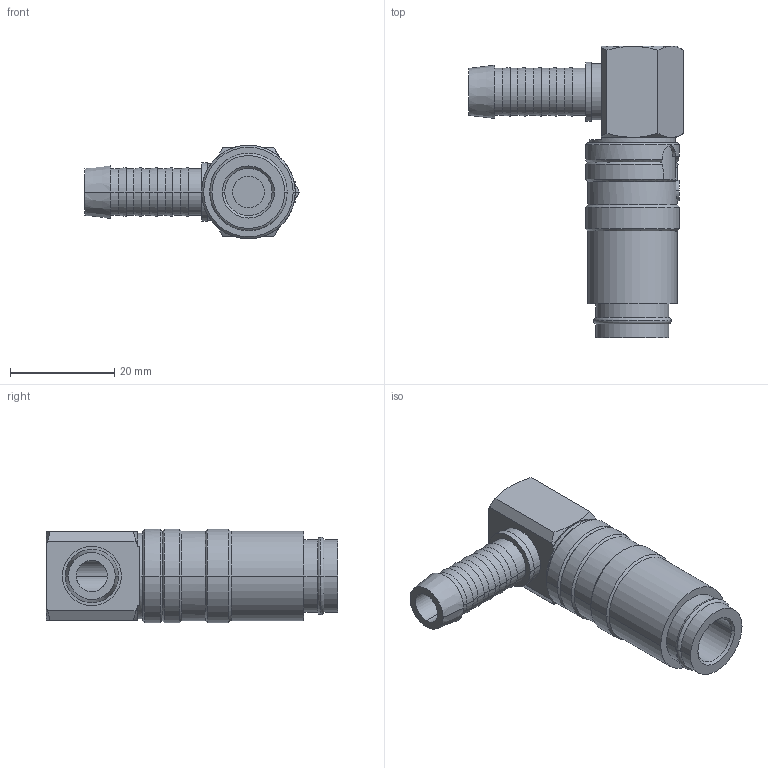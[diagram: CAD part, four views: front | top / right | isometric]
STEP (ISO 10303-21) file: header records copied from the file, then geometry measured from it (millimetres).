
FILE_DESCRIPTION(('STEP AP214'),'1');
FILE_NAME('eshmte_9_tl90ab.stp','2020-04-22T06:06:50',('TraceParts'),('TraceParts S.A.'),'Spatial InterOp 3D',' ',' ');
FILE_SCHEMA(('automotive_design'));
Length unit declared in the file: millimetre
Products named in the file (1): 1
Bounding box: 41.31 x 56 x 18 mm (x, y, z)
Volume: 11480.7 mm3; surface area: 6080.8 mm2
Topology: 1 solids, 1 shells, 119 faces, 272 edges, 167 vertices
Faces by surface type: cylinder 46, cone 38, plane 31, torus 4
Entity records: 4819 total; most frequent: CARTESIAN_POINT 1193, DIRECTION 582, ORIENTED_EDGE 544, EDGE_CURVE 272, AXIS2_PLACEMENT_3D 241, VERTEX_POINT 167, EDGE_LOOP 133, CIRCLE 120
